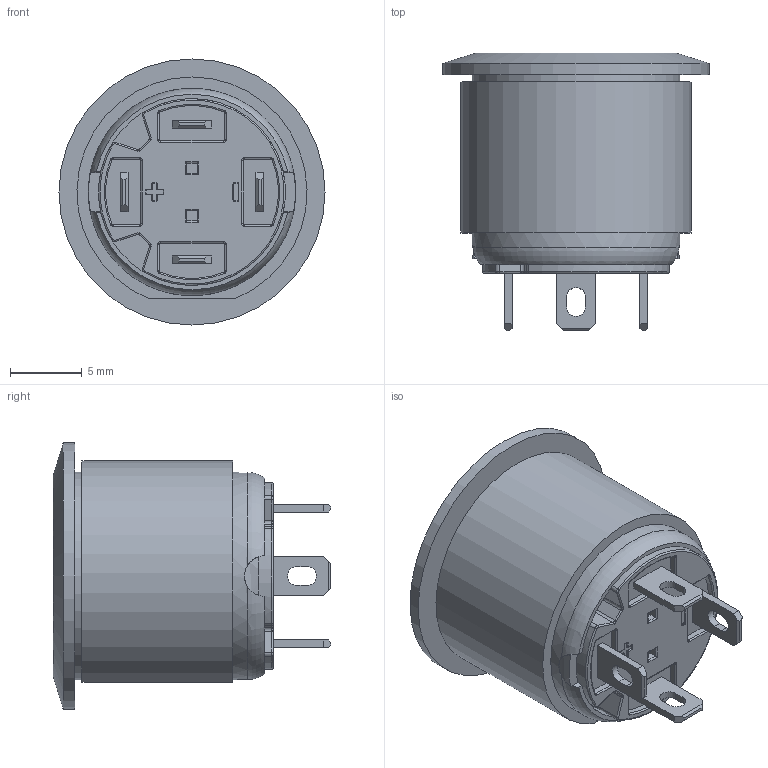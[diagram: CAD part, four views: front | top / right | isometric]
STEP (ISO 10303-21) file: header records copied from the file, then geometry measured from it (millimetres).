
FILE_DESCRIPTION(/* description */ (' '),/* implementation_level */ '2;1');
FILE_NAME(/* name */ 'PVA6FE24xx1.stp',/* time_stamp */ '2018-08-10T09:01:34-05:00',/* author */ ('mroman'),/* organization */ (' '),/* preprocessor_version */ 'ST-DEVELOPER v17',/* originating_system */ 'Autodesk Inventor 2018',/* authorisation */ ' ');
FILE_SCHEMA (('AUTOMOTIVE_DESIGN { 1 0 10303 214 3 1 1 }'));
Length unit declared in the file: inch
Products named in the file (1): PVA6FE24xx1
Bounding box: 18.5 x 19.3 x 18.5 mm (x, y, z)
Volume: 2941.5 mm3; surface area: 1513.5 mm2
Topology: 1 solids, 3 shells, 281 faces, 685 edges, 421 vertices
Faces by surface type: cylinder 118, plane 111, torus 43, bspline 4, sphere 4, cone 1
Full cylindrical faces by diameter (mm): 10.5 x2, 14.418 x2, 18.5 x1
Entity records: 8396 total; most frequent: CARTESIAN_POINT 1596, DIRECTION 1497, ORIENTED_EDGE 1360, EDGE_CURVE 680, AXIS2_PLACEMENT_3D 564, VERTEX_POINT 421, LINE 369, VECTOR 369
